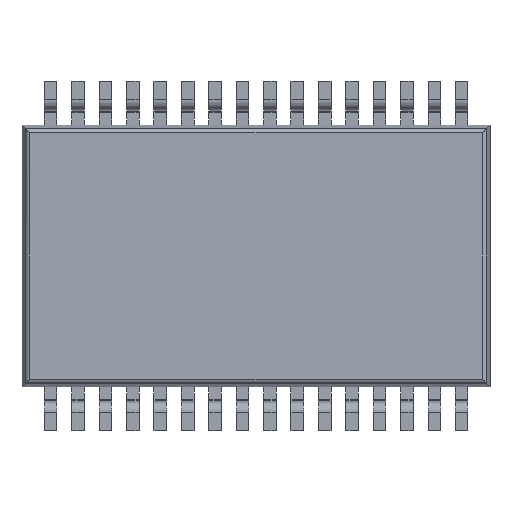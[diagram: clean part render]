
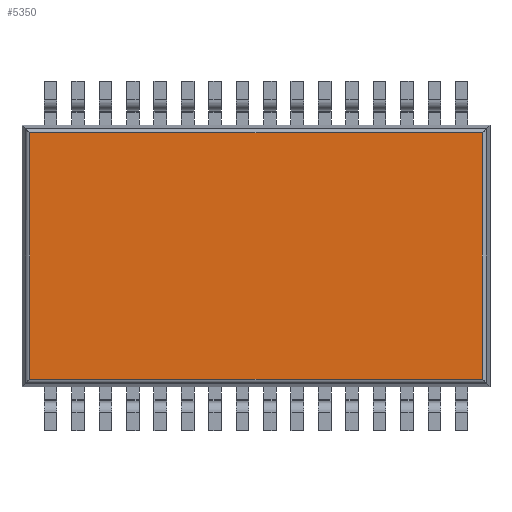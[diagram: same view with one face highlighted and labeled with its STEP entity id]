
A CAD part, front view. The second image highlights one B-rep face of the part: STEP entity #5350.
In plain terms, the highlighted planar face has unit normal (0, -1, 0).
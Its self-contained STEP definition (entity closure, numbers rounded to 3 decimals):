
#427 = EDGE_CURVE ( 'NONE', #6582, #10570, #17951, .T. ) ;
#881 = CARTESIAN_POINT ( 'NONE',  ( 0., 0., -0.18 ) ) ;
#1347 = VECTOR ( 'NONE', #10950, 1000. ) ;
#3654 = ORIENTED_EDGE ( 'NONE', *, *, #15103, .T. ) ;
#5350 = ADVANCED_FACE ( 'NONE', ( #9865 ), #12592, .T. ) ;
#6582 = VERTEX_POINT ( 'NONE', #10884 ) ;
#7202 = DIRECTION ( 'NONE',  ( 0., 0., 1. ) ) ;
#8009 = CARTESIAN_POINT ( 'NONE',  ( 0., 0., 0. ) ) ;
#9068 = LINE ( 'NONE', #18671, #19062 ) ;
#9134 = VECTOR ( 'NONE', #13709, 1000. ) ;
#9216 = CARTESIAN_POINT ( 'NONE',  ( 10.92, 0., -6.02 ) ) ;
#9865 = FACE_OUTER_BOUND ( 'NONE', #10212, .T. ) ;
#9876 = CARTESIAN_POINT ( 'NONE',  ( 10.92, 0., -0.18 ) ) ;
#10212 = EDGE_LOOP ( 'NONE', ( #3654, #18849, #17600, #16924 ) ) ;
#10515 = EDGE_CURVE ( 'NONE', #14368, #19427, #20495, .T. ) ;
#10570 = VERTEX_POINT ( 'NONE', #9216 ) ;
#10884 = CARTESIAN_POINT ( 'NONE',  ( 0.18, 0., -6.02 ) ) ;
#10950 = DIRECTION ( 'NONE',  ( 0., 0., -1. ) ) ;
#11586 = AXIS2_PLACEMENT_3D ( 'NONE', #8009, #19079, #17904 ) ;
#11819 = CARTESIAN_POINT ( 'NONE',  ( 0.18, 0., -0.18 ) ) ;
#12592 = PLANE ( 'NONE',  #11586 ) ;
#13261 = CARTESIAN_POINT ( 'NONE',  ( 0., 0., -6.02 ) ) ;
#13709 = DIRECTION ( 'NONE',  ( -1., 0., 0. ) ) ;
#14368 = VERTEX_POINT ( 'NONE', #9876 ) ;
#15103 = EDGE_CURVE ( 'NONE', #10570, #14368, #9068, .T. ) ;
#16924 = ORIENTED_EDGE ( 'NONE', *, *, #427, .T. ) ;
#17600 = ORIENTED_EDGE ( 'NONE', *, *, #18936, .T. ) ;
#17904 = DIRECTION ( 'NONE',  ( 0., 0., -1. ) ) ;
#17951 = LINE ( 'NONE', #13261, #20511 ) ;
#18671 = CARTESIAN_POINT ( 'NONE',  ( 10.92, 0., 0. ) ) ;
#18849 = ORIENTED_EDGE ( 'NONE', *, *, #10515, .T. ) ;
#18936 = EDGE_CURVE ( 'NONE', #19427, #6582, #19216, .T. ) ;
#19008 = CARTESIAN_POINT ( 'NONE',  ( 0.18, 0., 0. ) ) ;
#19062 = VECTOR ( 'NONE', #7202, 1000. ) ;
#19079 = DIRECTION ( 'NONE',  ( 0., -1., 0. ) ) ;
#19216 = LINE ( 'NONE', #19008, #1347 ) ;
#19427 = VERTEX_POINT ( 'NONE', #11819 ) ;
#19742 = DIRECTION ( 'NONE',  ( 1., 0., 0. ) ) ;
#20495 = LINE ( 'NONE', #881, #9134 ) ;
#20511 = VECTOR ( 'NONE', #19742, 1000. ) ;
